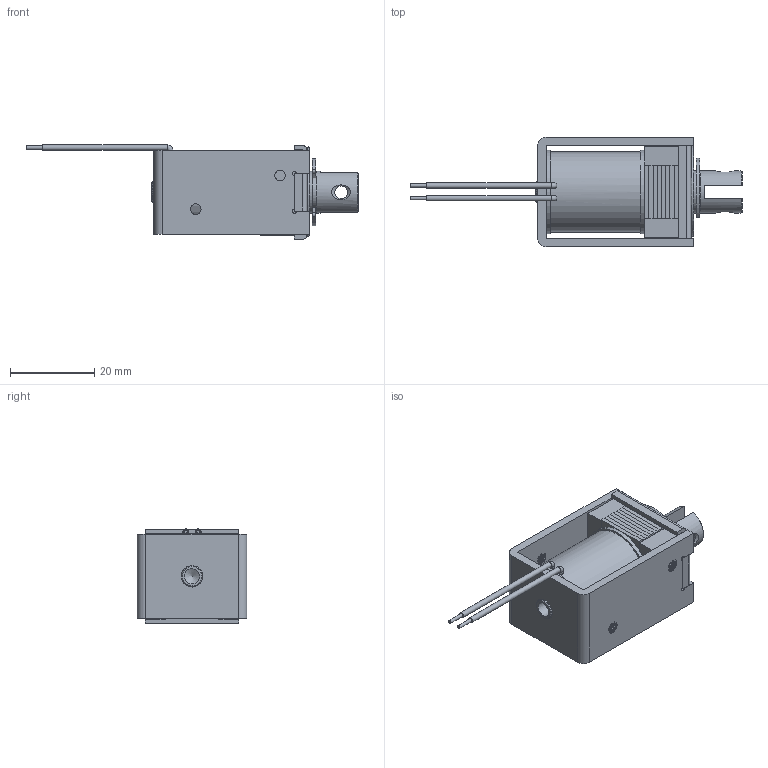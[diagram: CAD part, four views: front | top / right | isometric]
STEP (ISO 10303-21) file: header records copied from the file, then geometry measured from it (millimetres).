
FILE_DESCRIPTION(/* description */ ('Unknown'),/* implementation_level */ '2;1');
FILE_NAME(/* name */ 'K1037L',/* time_stamp */ '2019-06-10T13:11:04+02:00',/* author */ ('Unknown'),/* organization */ ('Unknown'),/* preprocessor_version */ 'ST-DEVELOPER v16.7',/* originating_system */ 'DEX',/* authorisation */ $);
FILE_SCHEMA (('AUTOMOTIVE_DESIGN {1 0 10303 214 3 1 1}'));
Length unit declared in the file: millimetre
Products named in the file (13): K1037L; DB103231; K1037線圈組; K1037線圈; BD000501; DE102090; BD091901; DF103052捲; DD08302X; DA101201; BD132001; BD020801; BD031194全壓縮
Assembly tree (23 placements, depth 3):
  K1037L
    DB103231
    K1037線圈組
      K1037線圈
      BD000501  x10
      DE102090
      BD091901  x2
      DF103052捲
    DD08302X
    DA101201
    BD132001  x2
    BD020801
    BD031194全壓縮
Bounding box: 78.79 x 26 x 22.34 mm (x, y, z)
Volume: 15766.9 mm3; surface area: 19935 mm2
Topology: 22 solids, 22 shells, 277 faces, 633 edges, 405 vertices
Faces by surface type: plane 145, cylinder 85, cone 40, torus 4, sphere 2, bspline 1
Full cylindrical faces by diameter (mm): 0.8 x2, 1.3 x4, 2.5 x16, 3.02 x2, 3.6 x1, 5 x1, 5.1 x1, 8 x1, 10 x3, 10.15 x1, 10.65 x1, 11.1 x13, 19 x1, 19.8 x2
Entity records: 8253 total; most frequent: CARTESIAN_POINT 3399, DIRECTION 1016, ORIENTED_EDGE 764, AXIS2_PLACEMENT_3D 411, EDGE_CURVE 382, FACE_BOUND 319, EDGE_LOOP 318, VERTEX_POINT 291
